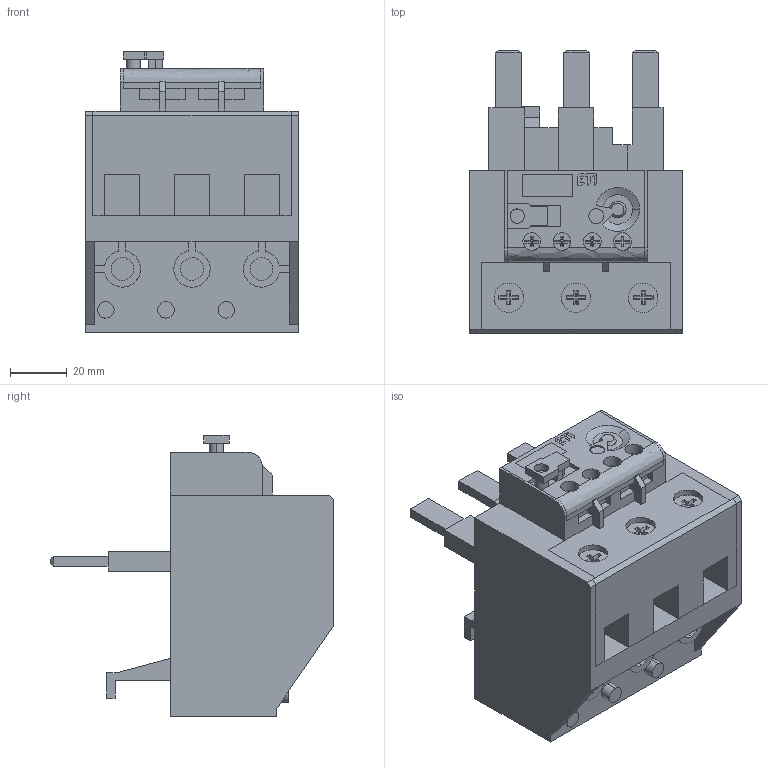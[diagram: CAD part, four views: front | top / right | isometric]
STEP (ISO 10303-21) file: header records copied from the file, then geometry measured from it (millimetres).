
FILE_DESCRIPTION( ('This file contains a STEP AP42 implementation' ,'as created by ZW3D STEP Interface translator.') ,'2;1' );
FILE_NAME( 'Re117_1d3_ETI_LOGO_BLACK.stp' ,'18 518.104920', (''), ('ZWCAD Software Co.'), 'Version 1.0', 'ZW3D to STEP translator', '' );
FILE_SCHEMA( ('CONFIG_CONTROL_DESIGN') );
Length unit declared in the file: millimetre
Products named in the file (1): 0
Bounding box: 75.3 x 99.85 x 99 mm (x, y, z)
Volume: 313989.3 mm3; surface area: 43946.6 mm2
Topology: 2 solids, 2 shells, 386 faces, 1033 edges, 680 vertices
Faces by surface type: bspline 386
Entity records: 11702 total; most frequent: CARTESIAN_POINT 5065, ORIENTED_EDGE 2066, EDGE_CURVE 1033, B_SPLINE_CURVE_WITH_KNOTS 897, VERTEX_POINT 680, EDGE_LOOP 417, FACE_OUTER_BOUND 386, ADVANCED_FACE 386
